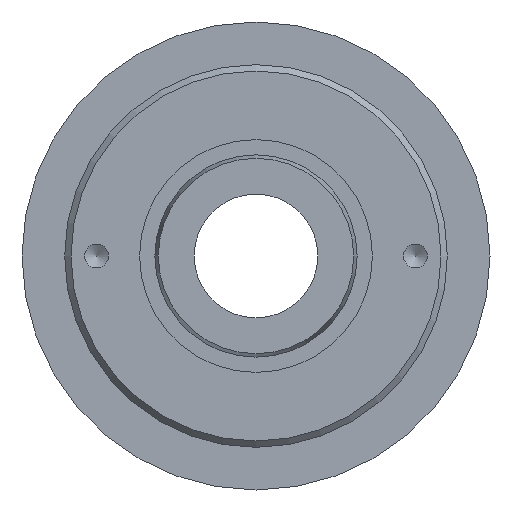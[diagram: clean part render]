
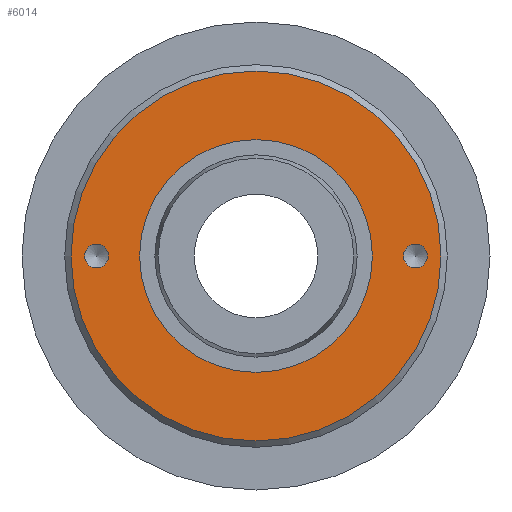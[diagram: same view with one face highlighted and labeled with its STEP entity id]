
A CAD part, left-side view. The second image highlights one B-rep face of the part: STEP entity #6014.
In plain terms, the highlighted planar face has unit normal (-1, 0, 0).
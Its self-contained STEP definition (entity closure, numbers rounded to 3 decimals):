
#1273=FACE_BOUND('',#1923,.T.);
#1274=FACE_BOUND('',#1924,.T.);
#1275=FACE_BOUND('',#1925,.T.);
#1332=PLANE('',#6448);
#1556=FACE_OUTER_BOUND('',#1922,.T.);
#1922=EDGE_LOOP('',(#4246));
#1923=EDGE_LOOP('',(#4247,#4248));
#1924=EDGE_LOOP('',(#4249,#4250));
#1925=EDGE_LOOP('',(#4251,#4252));
#2338=CIRCLE('',#6420,14.6);
#2339=CIRCLE('',#6421,14.6);
#2357=CIRCLE('',#6449,23.2);
#2358=CIRCLE('',#6450,1.5);
#2359=CIRCLE('',#6451,1.5);
#2360=CIRCLE('',#6452,1.5);
#2361=CIRCLE('',#6453,1.5);
#2606=VERTEX_POINT('',#8489);
#2607=VERTEX_POINT('',#8490);
#2627=VERTEX_POINT('',#8547);
#2628=VERTEX_POINT('',#8549);
#2629=VERTEX_POINT('',#8550);
#2630=VERTEX_POINT('',#8553);
#2631=VERTEX_POINT('',#8554);
#3244=EDGE_CURVE('',#2606,#2607,#2338,.T.);
#3245=EDGE_CURVE('',#2607,#2606,#2339,.T.);
#3271=EDGE_CURVE('',#2627,#2627,#2357,.T.);
#3272=EDGE_CURVE('',#2628,#2629,#2358,.T.);
#3273=EDGE_CURVE('',#2629,#2628,#2359,.T.);
#3274=EDGE_CURVE('',#2630,#2631,#2360,.T.);
#3275=EDGE_CURVE('',#2631,#2630,#2361,.T.);
#4246=ORIENTED_EDGE('',*,*,#3271,.F.);
#4247=ORIENTED_EDGE('',*,*,#3272,.T.);
#4248=ORIENTED_EDGE('',*,*,#3273,.T.);
#4249=ORIENTED_EDGE('',*,*,#3274,.T.);
#4250=ORIENTED_EDGE('',*,*,#3275,.T.);
#4251=ORIENTED_EDGE('',*,*,#3244,.T.);
#4252=ORIENTED_EDGE('',*,*,#3245,.T.);
#6014=ADVANCED_FACE('',(#1556,#1273,#1274,#1275),#1332,.T.);
#6420=AXIS2_PLACEMENT_3D('',#8491,#6965,#6966);
#6421=AXIS2_PLACEMENT_3D('',#8492,#6967,#6968);
#6448=AXIS2_PLACEMENT_3D('',#8546,#7029,#7030);
#6449=AXIS2_PLACEMENT_3D('',#8548,#7031,#7032);
#6450=AXIS2_PLACEMENT_3D('',#8551,#7033,#7034);
#6451=AXIS2_PLACEMENT_3D('',#8552,#7035,#7036);
#6452=AXIS2_PLACEMENT_3D('',#8555,#7037,#7038);
#6453=AXIS2_PLACEMENT_3D('',#8556,#7039,#7040);
#6965=DIRECTION('center_axis',(1.,0.,0.));
#6966=DIRECTION('ref_axis',(0.,1.,0.));
#6967=DIRECTION('center_axis',(1.,0.,0.));
#6968=DIRECTION('ref_axis',(0.,1.,0.));
#7029=DIRECTION('center_axis',(-1.,0.,0.));
#7030=DIRECTION('ref_axis',(0.,0.,1.));
#7031=DIRECTION('center_axis',(1.,0.,0.));
#7032=DIRECTION('ref_axis',(0.,-1.,0.));
#7033=DIRECTION('center_axis',(1.,0.,0.));
#7034=DIRECTION('ref_axis',(0.,0.,1.));
#7035=DIRECTION('center_axis',(1.,0.,0.));
#7036=DIRECTION('ref_axis',(0.,0.,1.));
#7037=DIRECTION('center_axis',(1.,0.,0.));
#7038=DIRECTION('ref_axis',(0.,0.,1.));
#7039=DIRECTION('center_axis',(1.,0.,0.));
#7040=DIRECTION('ref_axis',(0.,0.,1.));
#8489=CARTESIAN_POINT('',(0.,14.6,0.));
#8490=CARTESIAN_POINT('',(0.,-14.6,0.));
#8491=CARTESIAN_POINT('Origin',(0.,0.,0.));
#8492=CARTESIAN_POINT('Origin',(0.,0.,0.));
#8546=CARTESIAN_POINT('Origin',(0.,19.3,0.));
#8547=CARTESIAN_POINT('',(0.,23.2,0.));
#8548=CARTESIAN_POINT('Origin',(0.,0.,0.));
#8549=CARTESIAN_POINT('',(0.,20.,1.5));
#8550=CARTESIAN_POINT('',(0.,20.,-1.5));
#8551=CARTESIAN_POINT('Origin',(0.,20.,0.));
#8552=CARTESIAN_POINT('Origin',(0.,20.,0.));
#8553=CARTESIAN_POINT('',(0.,-20.,1.5));
#8554=CARTESIAN_POINT('',(0.,-20.,-1.5));
#8555=CARTESIAN_POINT('Origin',(0.,-20.,0.));
#8556=CARTESIAN_POINT('Origin',(0.,-20.,0.));
